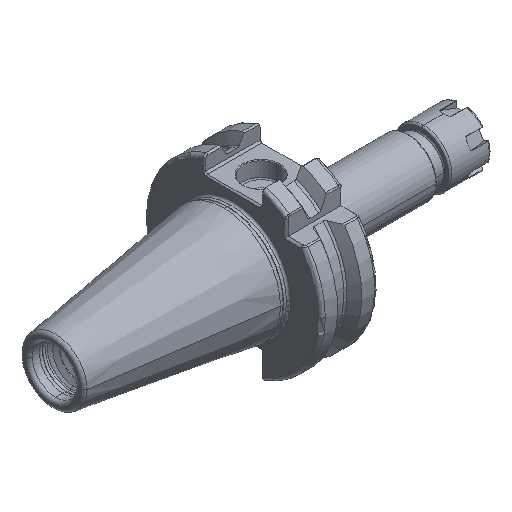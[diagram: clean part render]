
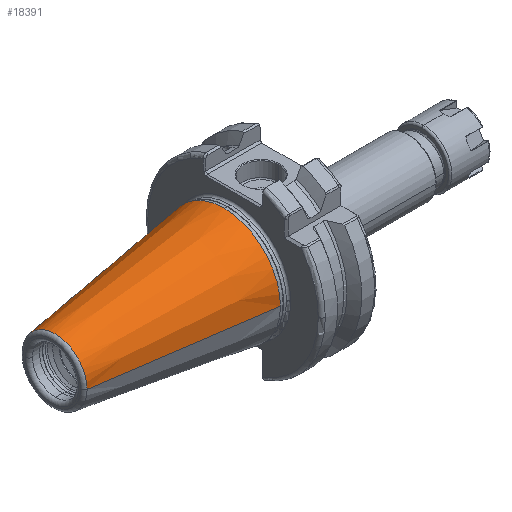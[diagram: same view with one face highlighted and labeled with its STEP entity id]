
A CAD part, isometric view. The second image highlights one B-rep face of the part: STEP entity #18391.
In plain terms, the highlighted conical face has half-angle 8.297 degrees and reference radius 16.342 mm.
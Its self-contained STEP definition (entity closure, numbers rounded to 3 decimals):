
#1300 = AXIS2_PLACEMENT_3D ( 'NONE', #19357, #19312, #19331 ) ;
#2950 = AXIS2_PLACEMENT_3D ( 'NONE', #26430, #26422, #26418 ) ;
#2959 = AXIS2_PLACEMENT_3D ( 'NONE', #25744, #25693, #25760 ) ;
#2972 = AXIS2_PLACEMENT_3D ( 'NONE', #25356, #25360, #25347 ) ;
#3683 = VERTEX_POINT ( 'NONE', #12371 ) ;
#3714 = VERTEX_POINT ( 'NONE', #12369 ) ;
#3715 = VERTEX_POINT ( 'NONE', #12355 ) ;
#3716 = VERTEX_POINT ( 'NONE', #12336 ) ;
#5426 = VERTEX_POINT ( 'NONE', #12323 ) ;
#12323 = CARTESIAN_POINT ( 'NONE',  ( -2.6, 15.962, 0. ) ) ;
#12336 = CARTESIAN_POINT ( 'NONE',  ( -2.6, 0., 15.962 ) ) ;
#12355 = CARTESIAN_POINT ( 'NONE',  ( -2.6, -15.962, 0. ) ) ;
#12369 = CARTESIAN_POINT ( 'NONE',  ( -50.144, -9.029, 0. ) ) ;
#12371 = CARTESIAN_POINT ( 'NONE',  ( -50.144, 9.029, 0. ) ) ;
#14790 = VECTOR ( 'NONE', #26435, 1000. ) ;
#14794 = LINE ( 'NONE', #26426, #14790 ) ;
#14809 = LINE ( 'NONE', #25362, #14813 ) ;
#14813 = VECTOR ( 'NONE', #25368, 1000. ) ;
#14815 = CIRCLE ( 'NONE', #2972, 9.029 ) ;
#14826 = CIRCLE ( 'NONE', #2950, 15.962 ) ;
#14837 = CIRCLE ( 'NONE', #2959, 15.962 ) ;
#15099 = FACE_OUTER_BOUND ( 'NONE', #25195, .T. ) ;
#15152 = CONICAL_SURFACE ( 'NONE', #1300, 16.342, 0.145 ) ;
#18391 = ADVANCED_FACE ( 'NONE', ( #15099 ), #15152, .T. ) ;
#19312 = DIRECTION ( 'NONE',  ( 1., 0., 0. ) ) ;
#19331 = DIRECTION ( 'NONE',  ( 0., 1., 0. ) ) ;
#19357 = CARTESIAN_POINT ( 'NONE',  ( 0., 0., 0. ) ) ;
#21272 = EDGE_CURVE ( 'NONE', #3715, #3716, #14826, .T. ) ;
#21278 = EDGE_CURVE ( 'NONE', #3714, #3715, #14794, .T. ) ;
#21301 = EDGE_CURVE ( 'NONE', #3683, #5426, #14809, .T. ) ;
#21302 = EDGE_CURVE ( 'NONE', #3683, #3714, #14815, .T. ) ;
#21338 = EDGE_CURVE ( 'NONE', #3716, #5426, #14837, .T. ) ;
#25028 = ORIENTED_EDGE ( 'NONE', *, *, #21272, .T. ) ;
#25043 = ORIENTED_EDGE ( 'NONE', *, *, #21278, .T. ) ;
#25057 = ORIENTED_EDGE ( 'NONE', *, *, #21338, .T. ) ;
#25076 = ORIENTED_EDGE ( 'NONE', *, *, #21301, .F. ) ;
#25085 = ORIENTED_EDGE ( 'NONE', *, *, #21302, .T. ) ;
#25195 = EDGE_LOOP ( 'NONE', ( #25085, #25043, #25028, #25057, #25076 ) ) ;
#25347 = DIRECTION ( 'NONE',  ( 0., -1., 0. ) ) ;
#25356 = CARTESIAN_POINT ( 'NONE',  ( -50.144, 0., 0. ) ) ;
#25360 = DIRECTION ( 'NONE',  ( 1., 0., 0. ) ) ;
#25362 = CARTESIAN_POINT ( 'NONE',  ( 0., 16.342, 0. ) ) ;
#25368 = DIRECTION ( 'NONE',  ( 0.99, 0.144, 0. ) ) ;
#25693 = DIRECTION ( 'NONE',  ( -1., 0., 0. ) ) ;
#25744 = CARTESIAN_POINT ( 'NONE',  ( -2.6, 0., 0. ) ) ;
#25760 = DIRECTION ( 'NONE',  ( 0., 0., 1. ) ) ;
#26418 = DIRECTION ( 'NONE',  ( 0., 0., 1. ) ) ;
#26422 = DIRECTION ( 'NONE',  ( -1., 0., 0. ) ) ;
#26426 = CARTESIAN_POINT ( 'NONE',  ( 0., -16.342, 0. ) ) ;
#26430 = CARTESIAN_POINT ( 'NONE',  ( -2.6, 0., 0. ) ) ;
#26435 = DIRECTION ( 'NONE',  ( 0.99, -0.144, 0. ) ) ;
